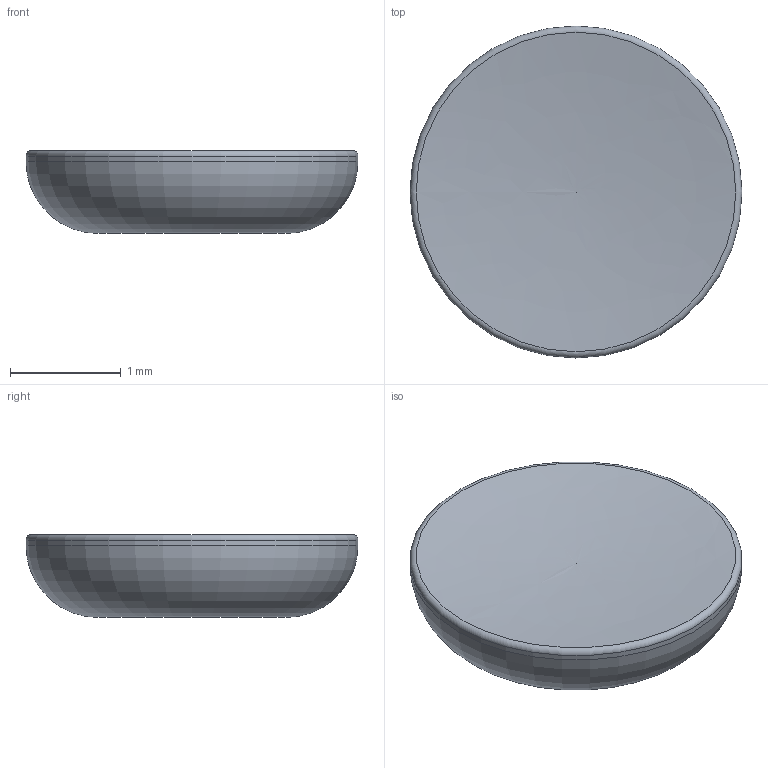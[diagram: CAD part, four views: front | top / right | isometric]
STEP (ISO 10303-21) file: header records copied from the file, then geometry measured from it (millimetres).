
FILE_DESCRIPTION(/* description */ (''),/* implementation_level */ '2;1');
FILE_NAME(/* name */ 'LED RGB 6-PLCC 3535 2.8MM LENS.step',/* time_stamp */ '2020-05-23T22:08:43+01:00',/* author */ (''),/* organization */ (''),/* preprocessor_version */ 'ST-DEVELOPER v18.1',/* originating_system */ 'Autodesk Translation Framework v9.2.0.1227',/* authorisation */ '');
FILE_SCHEMA (('AUTOMOTIVE_DESIGN { 1 0 10303 214 3 1 1 }'));
Length unit declared in the file: millimetre
Products named in the file (1): LED RGB 6-PLCC 3535 2.8MM
Bounding box: 3 x 3 x 0.75 mm (x, y, z)
Volume: 4.2 mm3; surface area: 18.2 mm2
Topology: 1 solids, 1 shells, 5 faces, 13 edges, 9 vertices
Faces by surface type: torus 2, bspline 1, cylinder 1, plane 1
Full cylindrical faces by diameter (mm): 3 x1
Entity records: 265 total; most frequent: CARTESIAN_POINT 53, DIRECTION 33, ORIENTED_EDGE 24, AXIS2_PLACEMENT_3D 16, EDGE_CURVE 12, CIRCLE 11, VERTEX_POINT 9, PRESENTATION_STYLE_ASSIGNMENT 8
